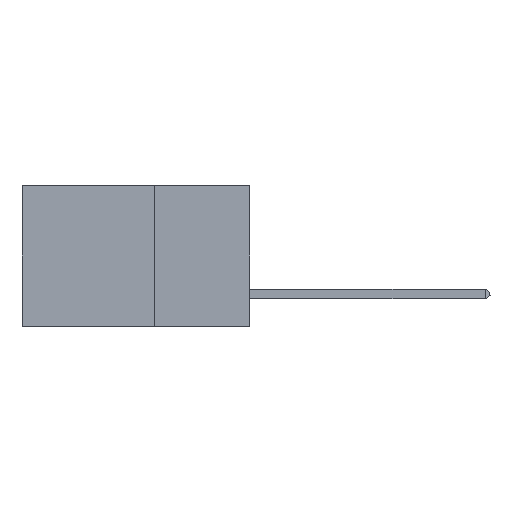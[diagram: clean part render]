
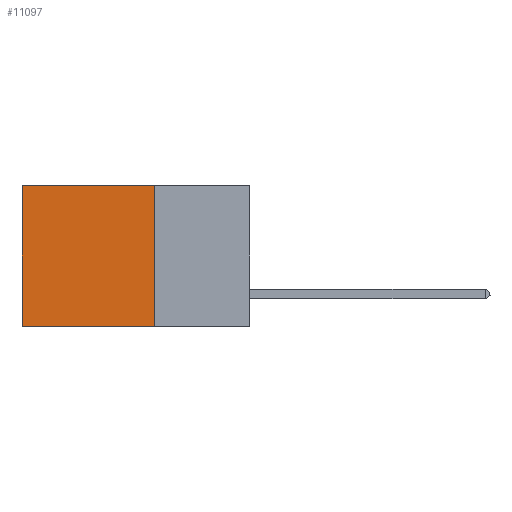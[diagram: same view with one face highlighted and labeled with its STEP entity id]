
A CAD part, left-side view. The second image highlights one B-rep face of the part: STEP entity #11097.
In plain terms, the highlighted planar face has unit normal (-1, 0, 0).
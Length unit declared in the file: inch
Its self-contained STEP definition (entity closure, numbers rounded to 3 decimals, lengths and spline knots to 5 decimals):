
#79 = VERTEX_POINT ( 'NONE', #22689 ) ;
#928 = CARTESIAN_POINT ( 'NONE',  ( 0.2875, 0.25, 0. ) ) ;
#2211 = DIRECTION ( 'NONE',  ( 0., 0., -1. ) ) ;
#3110 = CARTESIAN_POINT ( 'NONE',  ( 0.2875, 0.25, -0.37 ) ) ;
#4432 = CARTESIAN_POINT ( 'NONE',  ( 0.2875, 0.25, 0. ) ) ;
#5155 = VECTOR ( 'NONE', #10018, 39.37008 ) ;
#5493 = CARTESIAN_POINT ( 'NONE',  ( 0.2875, 0.6, 0. ) ) ;
#5520 = DIRECTION ( 'NONE',  ( 0., 1., 0. ) ) ;
#6012 = LINE ( 'NONE', #4432, #8995 ) ;
#6573 = ORIENTED_EDGE ( 'NONE', *, *, #20970, .T. ) ;
#6662 = LINE ( 'NONE', #928, #20402 ) ;
#6691 = CARTESIAN_POINT ( 'NONE',  ( 0.2875, 0.25, 0. ) ) ;
#7598 = ORIENTED_EDGE ( 'NONE', *, *, #15903, .F. ) ;
#8995 = VECTOR ( 'NONE', #2211, 39.37008 ) ;
#9483 = EDGE_CURVE ( 'NONE', #15725, #79, #6012, .T. ) ;
#10018 = DIRECTION ( 'NONE',  ( 0., 0., -1. ) ) ;
#11097 = ADVANCED_FACE ( 'NONE', ( #14737 ), #27941, .F. ) ;
#11232 = DIRECTION ( 'NONE',  ( 0., 0., -1. ) ) ;
#13845 = VECTOR ( 'NONE', #20705, 39.37008 ) ;
#14737 = FACE_OUTER_BOUND ( 'NONE', #25753, .T. ) ;
#15725 = VERTEX_POINT ( 'NONE', #22626 ) ;
#15901 = LINE ( 'NONE', #3110, #13845 ) ;
#15903 = EDGE_CURVE ( 'NONE', #79, #21653, #15901, .T. ) ;
#17879 = ORIENTED_EDGE ( 'NONE', *, *, #9483, .F. ) ;
#18546 = AXIS2_PLACEMENT_3D ( 'NONE', #6691, #26463, #11232 ) ;
#18648 = CARTESIAN_POINT ( 'NONE',  ( 0.2875, 0.6, 0. ) ) ;
#19013 = CARTESIAN_POINT ( 'NONE',  ( 0.2875, 0.6, -0.37 ) ) ;
#20402 = VECTOR ( 'NONE', #5520, 39.37008 ) ;
#20705 = DIRECTION ( 'NONE',  ( 0., 1., 0. ) ) ;
#20970 = EDGE_CURVE ( 'NONE', #15725, #28421, #6662, .T. ) ;
#21653 = VERTEX_POINT ( 'NONE', #19013 ) ;
#22626 = CARTESIAN_POINT ( 'NONE',  ( 0.2875, 0.25, 0. ) ) ;
#22689 = CARTESIAN_POINT ( 'NONE',  ( 0.2875, 0.25, -0.37 ) ) ;
#23889 = EDGE_CURVE ( 'NONE', #28421, #21653, #27852, .T. ) ;
#25753 = EDGE_LOOP ( 'NONE', ( #27783, #7598, #17879, #6573 ) ) ;
#26463 = DIRECTION ( 'NONE',  ( 1., 0., 0. ) ) ;
#27783 = ORIENTED_EDGE ( 'NONE', *, *, #23889, .T. ) ;
#27852 = LINE ( 'NONE', #18648, #5155 ) ;
#27941 = PLANE ( 'NONE',  #18546 ) ;
#28421 = VERTEX_POINT ( 'NONE', #5493 ) ;
